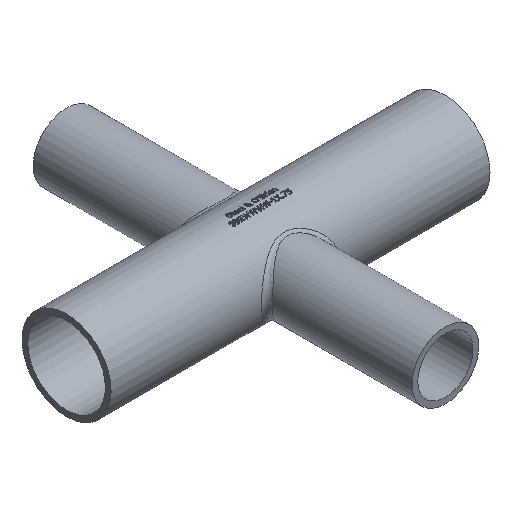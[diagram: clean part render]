
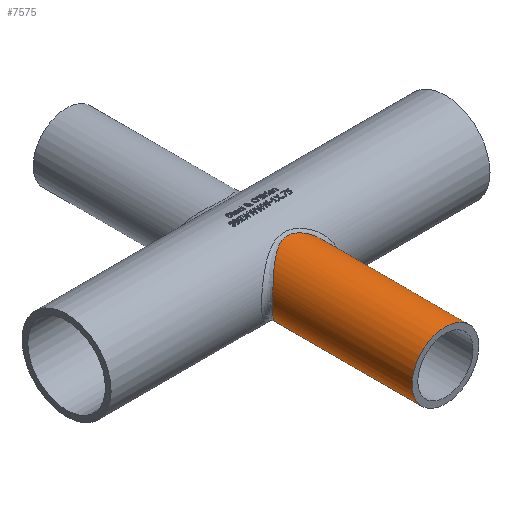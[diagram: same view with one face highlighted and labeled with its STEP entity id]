
A CAD part, isometric view. The second image highlights one B-rep face of the part: STEP entity #7575.
In plain terms, the highlighted cylindrical face has radius 9.525 mm (diameter 19.05 mm), a full revolution.
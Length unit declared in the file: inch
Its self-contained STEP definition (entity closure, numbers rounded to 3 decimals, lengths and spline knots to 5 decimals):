
#155=FACE_BOUND('',#1406,.T.);
#951=FACE_OUTER_BOUND('',#1405,.T.);
#1405=EDGE_LOOP('',(#7077));
#1406=EDGE_LOOP('',(#7078));
#2624=CIRCLE('',#8036,0.375);
#2982=B_SPLINE_CURVE_WITH_KNOTS('',3,(#16738,#16739,#16740,#16741,#16742,
#16743,#16744,#16745,#16746,#16747,#16748,#16749,#16750,#16751,#16752,#16753,
#16754,#16755,#16756,#16757,#16758,#16759,#16760,#16761,#16762,#16763,#16764,
#16765),.UNSPECIFIED.,.T.,.F.,(4,1,1,1,1,1,1,1,1,1,1,1,1,1,1,1,1,1,1,1,
1,1,1,1,1,4),(0.,0.21698,0.43397,0.86793,1.08492,
1.3019,1.51888,1.73586,2.02518,2.31449,
2.6038,2.89311,3.03776,3.18242,3.47173,
3.68871,3.90569,4.12268,4.33966,4.55664,
4.77363,4.99061,5.20759,5.64156,5.85854,
6.07553),.UNSPECIFIED.);
#3727=VERTEX_POINT('',#16736);
#3728=VERTEX_POINT('',#16767);
#4847=EDGE_CURVE('',#3727,#3727,#2982,.T.);
#4848=EDGE_CURVE('',#3728,#3728,#2624,.T.);
#7077=ORIENTED_EDGE('',*,*,#4848,.T.);
#7078=ORIENTED_EDGE('',*,*,#4847,.F.);
#7134=CYLINDRICAL_SURFACE('',#8035,0.375);
#7575=ADVANCED_FACE('',(#951,#155),#7134,.T.);
#8035=AXIS2_PLACEMENT_3D('',#16766,#9490,#9491);
#8036=AXIS2_PLACEMENT_3D('',#16768,#9492,#9493);
#9490=DIRECTION('center_axis',(0.,1.,0.));
#9491=DIRECTION('ref_axis',(1.,0.,0.));
#9492=DIRECTION('center_axis',(0.,1.,0.));
#9493=DIRECTION('ref_axis',(1.,0.,0.));
#16736=CARTESIAN_POINT('',(-2.125,-0.35355,-0.375));
#16738=CARTESIAN_POINT('Ctrl Pts',(-2.125,-0.35353,
-0.37501));
#16739=CARTESIAN_POINT('Ctrl Pts',(-2.15454,-0.35353,
-0.37501));
#16740=CARTESIAN_POINT('Ctrl Pts',(-2.21363,-0.36422,
-0.36781));
#16741=CARTESIAN_POINT('Ctrl Pts',(-2.318,-0.41402,
-0.32936));
#16742=CARTESIAN_POINT('Ctrl Pts',(-2.4022,-0.47802,
-0.26249));
#16743=CARTESIAN_POINT('Ctrl Pts',(-2.46289,-0.52917,
-0.16992));
#16744=CARTESIAN_POINT('Ctrl Pts',(-2.49287,-0.55604,
-0.08872));
#16745=CARTESIAN_POINT('Ctrl Pts',(-2.50358,-0.56574,
-0.00002));
#16746=CARTESIAN_POINT('Ctrl Pts',(-2.49168,-0.55495,
0.09866));
#16747=CARTESIAN_POINT('Ctrl Pts',(-2.45106,-0.51867,
0.19614));
#16748=CARTESIAN_POINT('Ctrl Pts',(-2.38163,-0.46164,
0.28022));
#16749=CARTESIAN_POINT('Ctrl Pts',(-2.29349,-0.40054,
0.34084));
#16750=CARTESIAN_POINT('Ctrl Pts',(-2.20397,-0.36057,
0.37022));
#16751=CARTESIAN_POINT('Ctrl Pts',(-2.125,-0.35119,
0.3766));
#16752=CARTESIAN_POINT('Ctrl Pts',(-2.04605,-0.36057,
0.37022));
#16753=CARTESIAN_POINT('Ctrl Pts',(-1.96542,-0.39652,
0.34378));
#16754=CARTESIAN_POINT('Ctrl Pts',(-1.89008,-0.44615,
0.29588));
#16755=CARTESIAN_POINT('Ctrl Pts',(-1.83253,-0.49072,
0.23938));
#16756=CARTESIAN_POINT('Ctrl Pts',(-1.78717,-0.52921,
0.16991));
#16757=CARTESIAN_POINT('Ctrl Pts',(-1.75711,-0.55602,
0.08874));
#16758=CARTESIAN_POINT('Ctrl Pts',(-1.74642,-0.56574,
0.));
#16759=CARTESIAN_POINT('Ctrl Pts',(-1.75713,-0.55604,
-0.08873));
#16760=CARTESIAN_POINT('Ctrl Pts',(-1.78712,-0.52918,
-0.16992));
#16761=CARTESIAN_POINT('Ctrl Pts',(-1.8478,-0.47801,
-0.2625));
#16762=CARTESIAN_POINT('Ctrl Pts',(-1.932,-0.41402,
-0.32936));
#16763=CARTESIAN_POINT('Ctrl Pts',(-2.03637,-0.36422,
-0.36781));
#16764=CARTESIAN_POINT('Ctrl Pts',(-2.09546,-0.35353,
-0.37501));
#16765=CARTESIAN_POINT('Ctrl Pts',(-2.125,-0.35353,
-0.37501));
#16766=CARTESIAN_POINT('Origin',(-2.125,0.,0.));
#16767=CARTESIAN_POINT('',(-2.5,-2.125,0.));
#16768=CARTESIAN_POINT('Origin',(-2.125,-2.125,0.));
